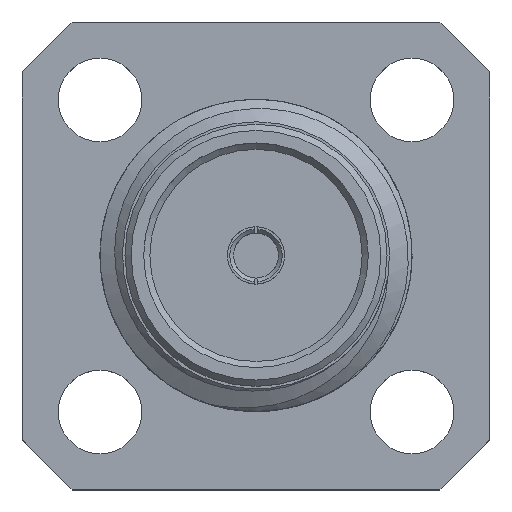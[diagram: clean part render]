
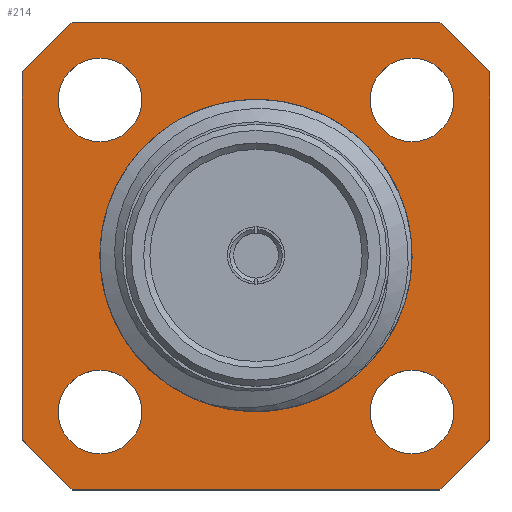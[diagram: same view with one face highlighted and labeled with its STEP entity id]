
A CAD part, top view. The second image highlights one B-rep face of the part: STEP entity #214.
In plain terms, the highlighted planar face has unit normal (0, 0, 1).
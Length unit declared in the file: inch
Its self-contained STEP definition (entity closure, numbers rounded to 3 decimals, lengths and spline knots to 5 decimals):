
#3 = CARTESIAN_POINT ( 'NONE',  ( 0.125, -0.125, 0. ) ) ;
#13 = LINE ( 'NONE', #1235, #2011 ) ;
#53 = FACE_BOUND ( 'NONE', #659, .T. ) ;
#73 = VERTEX_POINT ( 'NONE', #1187 ) ;
#90 = AXIS2_PLACEMENT_3D ( 'NONE', #3, #2482, #1708 ) ;
#130 = CARTESIAN_POINT ( 'NONE',  ( 0.1474, 0.1874, 0. ) ) ;
#197 = CARTESIAN_POINT ( 'NONE',  ( 0.15846, -0.125, 0. ) ) ;
#214 = ADVANCED_FACE ( 'NONE', ( #53, #3194, #1589, #1446, #1251, #1817 ), #2018, .F. ) ;
#246 = VERTEX_POINT ( 'NONE', #942 ) ;
#251 = CARTESIAN_POINT ( 'NONE',  ( 0.125, 0.125, 0. ) ) ;
#272 = CARTESIAN_POINT ( 'NONE',  ( 0.1874, 0.1474, 0. ) ) ;
#286 = DIRECTION ( 'NONE',  ( -1., 0., 0. ) ) ;
#323 = EDGE_CURVE ( 'NONE', #1764, #1994, #2989, .T. ) ;
#327 = DIRECTION ( 'NONE',  ( -0.707, -0.707, 0. ) ) ;
#352 = EDGE_CURVE ( 'NONE', #651, #651, #1481, .T. ) ;
#372 = VERTEX_POINT ( 'NONE', #758 ) ;
#374 = CARTESIAN_POINT ( 'NONE',  ( -0.1474, 0.1874, 0. ) ) ;
#394 = AXIS2_PLACEMENT_3D ( 'NONE', #891, #2071, #2848 ) ;
#448 = DIRECTION ( 'NONE',  ( 0., -1., 0. ) ) ;
#495 = AXIS2_PLACEMENT_3D ( 'NONE', #1549, #1070, #1324 ) ;
#502 = EDGE_LOOP ( 'NONE', ( #2345, #2578, #650, #2132, #2677, #2138, #1517, #2443 ) ) ;
#538 = LINE ( 'NONE', #583, #1970 ) ;
#553 = EDGE_CURVE ( 'NONE', #1994, #797, #3022, .T. ) ;
#570 = EDGE_CURVE ( 'NONE', #246, #2744, #840, .T. ) ;
#583 = CARTESIAN_POINT ( 'NONE',  ( 0.1874, -0.1874, 0. ) ) ;
#635 = VERTEX_POINT ( 'NONE', #1943 ) ;
#639 = EDGE_CURVE ( 'NONE', #2714, #2714, #3149, .T. ) ;
#650 = ORIENTED_EDGE ( 'NONE', *, *, #2484, .T. ) ;
#651 = VERTEX_POINT ( 'NONE', #2150 ) ;
#653 = VERTEX_POINT ( 'NONE', #2685 ) ;
#659 = EDGE_LOOP ( 'NONE', ( #1756 ) ) ;
#688 = VERTEX_POINT ( 'NONE', #197 ) ;
#701 = DIRECTION ( 'NONE',  ( -0.707, 0.707, 0. ) ) ;
#711 = EDGE_CURVE ( 'NONE', #372, #246, #1181, .T. ) ;
#738 = LINE ( 'NONE', #2404, #2845 ) ;
#758 = CARTESIAN_POINT ( 'NONE',  ( -0.1874, -0.1474, 0. ) ) ;
#792 = EDGE_CURVE ( 'NONE', #2744, #653, #13, .T. ) ;
#795 = CARTESIAN_POINT ( 'NONE',  ( -0.1874, -0.1474, 0. ) ) ;
#797 = VERTEX_POINT ( 'NONE', #2664 ) ;
#819 = ORIENTED_EDGE ( 'NONE', *, *, #3079, .F. ) ;
#840 = LINE ( 'NONE', #2095, #2197 ) ;
#891 = CARTESIAN_POINT ( 'NONE',  ( -0.125, 0.125, 0. ) ) ;
#922 = AXIS2_PLACEMENT_3D ( 'NONE', #1743, #2960, #286 ) ;
#923 = VECTOR ( 'NONE', #701, 39.37008 ) ;
#942 = CARTESIAN_POINT ( 'NONE',  ( -0.1474, -0.1874, 0. ) ) ;
#943 = CARTESIAN_POINT ( 'NONE',  ( -0.125, -0.125, 0. ) ) ;
#990 = DIRECTION ( 'NONE',  ( 0., 0., 1. ) ) ;
#1056 = VECTOR ( 'NONE', #1813, 39.37008 ) ;
#1070 = DIRECTION ( 'NONE',  ( 0., 0., -1. ) ) ;
#1161 = AXIS2_PLACEMENT_3D ( 'NONE', #943, #1954, #2185 ) ;
#1181 = LINE ( 'NONE', #795, #1734 ) ;
#1187 = CARTESIAN_POINT ( 'NONE',  ( -0.115, 0., 0. ) ) ;
#1192 = EDGE_LOOP ( 'NONE', ( #2875 ) ) ;
#1209 = EDGE_CURVE ( 'NONE', #797, #635, #2257, .T. ) ;
#1235 = CARTESIAN_POINT ( 'NONE',  ( 0.1474, -0.1874, 0. ) ) ;
#1251 = FACE_BOUND ( 'NONE', #1452, .T. ) ;
#1280 = CIRCLE ( 'NONE', #90, 0.03346 ) ;
#1317 = EDGE_CURVE ( 'NONE', #688, #688, #1280, .T. ) ;
#1324 = DIRECTION ( 'NONE',  ( -1., 0., 0. ) ) ;
#1446 = FACE_BOUND ( 'NONE', #1830, .T. ) ;
#1452 = EDGE_LOOP ( 'NONE', ( #819 ) ) ;
#1481 = CIRCLE ( 'NONE', #2195, 0.03346 ) ;
#1508 = ORIENTED_EDGE ( 'NONE', *, *, #352, .F. ) ;
#1517 = ORIENTED_EDGE ( 'NONE', *, *, #2708, .T. ) ;
#1549 = CARTESIAN_POINT ( 'NONE',  ( 0., 0., 0. ) ) ;
#1589 = FACE_BOUND ( 'NONE', #1854, .T. ) ;
#1620 = EDGE_CURVE ( 'NONE', #73, #73, #1807, .T. ) ;
#1643 = CARTESIAN_POINT ( 'NONE',  ( -0.1874, 0.1874, 0. ) ) ;
#1708 = DIRECTION ( 'NONE',  ( 1., 0., 0. ) ) ;
#1734 = VECTOR ( 'NONE', #2768, 39.37008 ) ;
#1743 = CARTESIAN_POINT ( 'NONE',  ( 0., 0., 0. ) ) ;
#1756 = ORIENTED_EDGE ( 'NONE', *, *, #1620, .T. ) ;
#1764 = VERTEX_POINT ( 'NONE', #272 ) ;
#1807 = CIRCLE ( 'NONE', #922, 0.115 ) ;
#1813 = DIRECTION ( 'NONE',  ( -1., 0., 0. ) ) ;
#1817 = FACE_OUTER_BOUND ( 'NONE', #502, .T. ) ;
#1830 = EDGE_LOOP ( 'NONE', ( #1508 ) ) ;
#1854 = EDGE_LOOP ( 'NONE', ( #2659 ) ) ;
#1943 = CARTESIAN_POINT ( 'NONE',  ( -0.1874, 0.1474, 0. ) ) ;
#1954 = DIRECTION ( 'NONE',  ( 0., 0., 1. ) ) ;
#1970 = VECTOR ( 'NONE', #2545, 39.37008 ) ;
#1994 = VERTEX_POINT ( 'NONE', #130 ) ;
#2011 = VECTOR ( 'NONE', #2157, 39.37008 ) ;
#2018 = PLANE ( 'NONE',  #495 ) ;
#2071 = DIRECTION ( 'NONE',  ( 0., 0., 1. ) ) ;
#2095 = CARTESIAN_POINT ( 'NONE',  ( -0.1874, -0.1874, 0. ) ) ;
#2132 = ORIENTED_EDGE ( 'NONE', *, *, #711, .T. ) ;
#2138 = ORIENTED_EDGE ( 'NONE', *, *, #792, .T. ) ;
#2150 = CARTESIAN_POINT ( 'NONE',  ( 0.15846, 0.125, 0. ) ) ;
#2157 = DIRECTION ( 'NONE',  ( 0.707, 0.707, 0. ) ) ;
#2185 = DIRECTION ( 'NONE',  ( 1., 0., 0. ) ) ;
#2195 = AXIS2_PLACEMENT_3D ( 'NONE', #251, #990, #2961 ) ;
#2197 = VECTOR ( 'NONE', #2376, 39.37008 ) ;
#2239 = CARTESIAN_POINT ( 'NONE',  ( 0.1474, -0.1874, 0. ) ) ;
#2257 = LINE ( 'NONE', #374, #2983 ) ;
#2320 = VERTEX_POINT ( 'NONE', #2893 ) ;
#2345 = ORIENTED_EDGE ( 'NONE', *, *, #553, .T. ) ;
#2376 = DIRECTION ( 'NONE',  ( 1., 0., 0. ) ) ;
#2393 = CARTESIAN_POINT ( 'NONE',  ( 0.1874, 0.1474, 0. ) ) ;
#2404 = CARTESIAN_POINT ( 'NONE',  ( -0.1874, -0.1874, 0. ) ) ;
#2443 = ORIENTED_EDGE ( 'NONE', *, *, #323, .T. ) ;
#2482 = DIRECTION ( 'NONE',  ( 0., 0., 1. ) ) ;
#2484 = EDGE_CURVE ( 'NONE', #635, #372, #738, .T. ) ;
#2545 = DIRECTION ( 'NONE',  ( 0., 1., 0. ) ) ;
#2578 = ORIENTED_EDGE ( 'NONE', *, *, #1209, .T. ) ;
#2626 = CARTESIAN_POINT ( 'NONE',  ( -0.09154, -0.125, 0. ) ) ;
#2659 = ORIENTED_EDGE ( 'NONE', *, *, #1317, .F. ) ;
#2664 = CARTESIAN_POINT ( 'NONE',  ( -0.1474, 0.1874, 0. ) ) ;
#2677 = ORIENTED_EDGE ( 'NONE', *, *, #570, .T. ) ;
#2685 = CARTESIAN_POINT ( 'NONE',  ( 0.1874, -0.1474, 0. ) ) ;
#2708 = EDGE_CURVE ( 'NONE', #653, #1764, #538, .T. ) ;
#2714 = VERTEX_POINT ( 'NONE', #2626 ) ;
#2744 = VERTEX_POINT ( 'NONE', #2239 ) ;
#2768 = DIRECTION ( 'NONE',  ( 0.707, -0.707, 0. ) ) ;
#2845 = VECTOR ( 'NONE', #448, 39.37008 ) ;
#2848 = DIRECTION ( 'NONE',  ( 1., 0., 0. ) ) ;
#2875 = ORIENTED_EDGE ( 'NONE', *, *, #639, .F. ) ;
#2893 = CARTESIAN_POINT ( 'NONE',  ( -0.09154, 0.125, 0. ) ) ;
#2960 = DIRECTION ( 'NONE',  ( 0., 0., -1. ) ) ;
#2961 = DIRECTION ( 'NONE',  ( 1., 0., 0. ) ) ;
#2968 = CIRCLE ( 'NONE', #394, 0.03346 ) ;
#2983 = VECTOR ( 'NONE', #327, 39.37008 ) ;
#2989 = LINE ( 'NONE', #2393, #923 ) ;
#3022 = LINE ( 'NONE', #1643, #1056 ) ;
#3079 = EDGE_CURVE ( 'NONE', #2320, #2320, #2968, .T. ) ;
#3149 = CIRCLE ( 'NONE', #1161, 0.03346 ) ;
#3194 = FACE_BOUND ( 'NONE', #1192, .T. ) ;
